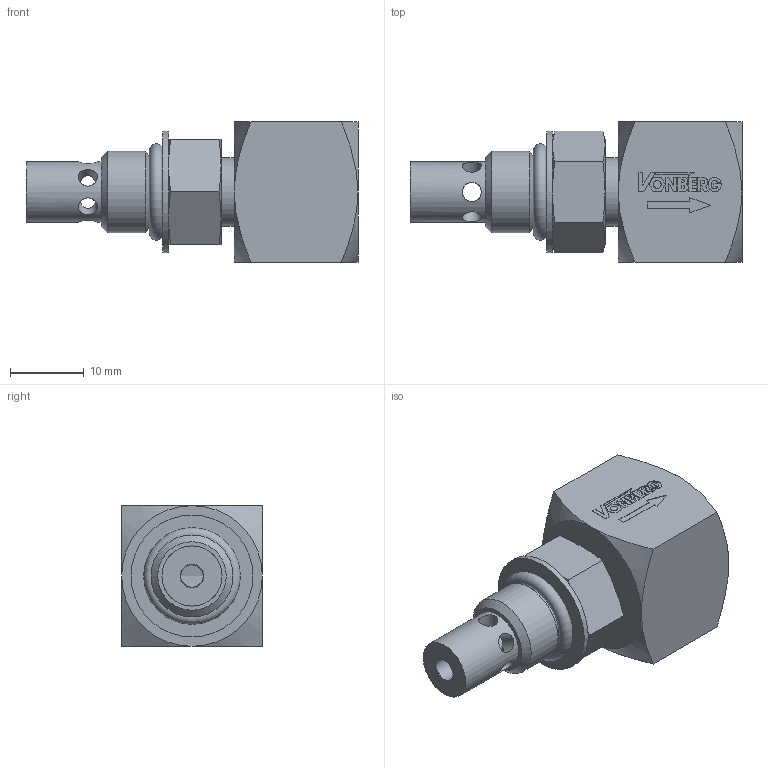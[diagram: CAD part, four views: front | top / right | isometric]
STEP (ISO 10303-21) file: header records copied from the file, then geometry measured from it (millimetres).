
FILE_DESCRIPTION((''),'2;1');
FILE_NAME('8704.stp','2015-02-18T08:34:13',('jml'),(''),'Autodesk Inventor 2010','Autodesk Inventor 2010','');
FILE_SCHEMA(('AUTOMOTIVE_DESIGN { 1 0 10303 214 1 1 1 1 }'));
Length unit declared in the file: inch
Products named in the file (5): 8704 (LevelofDetail1); 221519; 904 O-RING; 990312; 990313
Assembly tree (4 placements, depth 2):
  8704 (LevelofDetail1)
    221519
    904 O-RING
    990312
    990313
Bounding box: 44.96 x 19.05 x 19.05 mm (x, y, z)
Volume: 7431.9 mm3; surface area: 4892.9 mm2
Topology: 4 solids, 4 shells, 165 faces, 417 edges, 267 vertices
Faces by surface type: plane 102, cylinder 28, cone 28, bspline 5, torus 2
Full cylindrical faces by diameter (mm): 1.044 x1, 2.591 x6, 8.128 x1, 9.246 x2, 9.525 x1, 11.1 x2, 16.51 x1
Entity records: 5282 total; most frequent: CARTESIAN_POINT 1311, ORIENTED_EDGE 754, DIRECTION 740, EDGE_CURVE 377, VERTEX_POINT 256, AXIS2_PLACEMENT_3D 253, VECTOR 234, LINE 234
